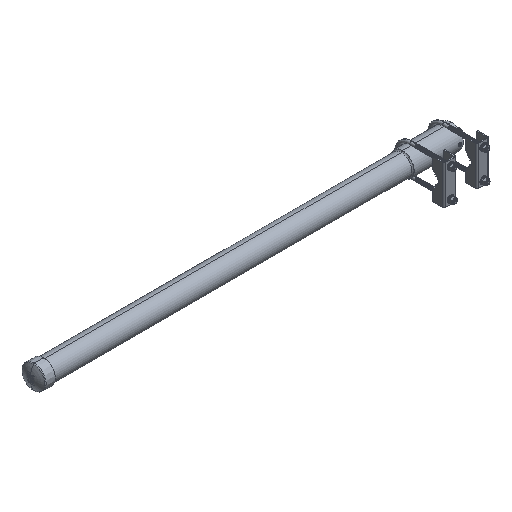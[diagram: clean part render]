
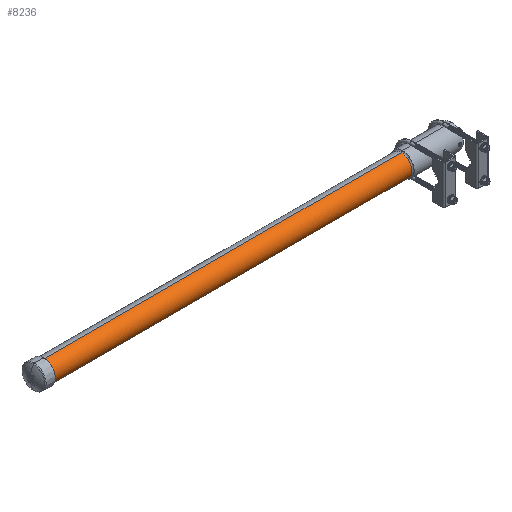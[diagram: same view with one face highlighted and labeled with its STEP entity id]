
A CAD part, isometric view. The second image highlights one B-rep face of the part: STEP entity #8236.
In plain terms, the highlighted cylindrical face has radius 25.8 mm (diameter 51.6 mm), a partial arc.
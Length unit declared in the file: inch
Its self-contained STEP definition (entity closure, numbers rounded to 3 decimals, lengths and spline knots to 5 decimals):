
#1495 = DIRECTION ( 'NONE',  ( -1., 0., 0. ) ) ;
#1499 = DIRECTION ( 'NONE',  ( -1., 0., 0. ) ) ;
#1503 = CARTESIAN_POINT ( 'NONE',  ( -0.00667, 0., 1.01575 ) ) ;
#1504 = CARTESIAN_POINT ( 'NONE',  ( -4.82732, 0., 0. ) ) ;
#1505 = DIRECTION ( 'NONE',  ( -1., 0., 0. ) ) ;
#1506 = DIRECTION ( 'NONE',  ( 0., 0., 1. ) ) ;
#1507 = CARTESIAN_POINT ( 'NONE',  ( -0.00667, 0., -1.01575 ) ) ;
#1518 = CARTESIAN_POINT ( 'NONE',  ( -39.1058, 0., 0. ) ) ;
#1519 = DIRECTION ( 'NONE',  ( -1., 0., 0. ) ) ;
#1520 = DIRECTION ( 'NONE',  ( 0., 0., 1. ) ) ;
#2168 = CARTESIAN_POINT ( 'NONE',  ( -39.1058, 0., -1.01575 ) ) ;
#2199 = CARTESIAN_POINT ( 'NONE',  ( -4.82732, 0., -1.01575 ) ) ;
#2279 = CARTESIAN_POINT ( 'NONE',  ( -39.1058, 0., 1.01575 ) ) ;
#2330 = CARTESIAN_POINT ( 'NONE',  ( -4.82732, 0., 1.01575 ) ) ;
#4180 = EDGE_LOOP ( 'NONE', ( #5090, #5091, #20393, #21624 ) ) ;
#5090 = ORIENTED_EDGE ( 'NONE', *, *, #19194, .F. ) ;
#5091 = ORIENTED_EDGE ( 'NONE', *, *, #19191, .T. ) ;
#8236 = ADVANCED_FACE ( 'NONE', ( #21953 ), #21959, .T. ) ;
#14894 = CARTESIAN_POINT ( 'NONE',  ( -0.00667, 0., 0. ) ) ;
#14895 = DIRECTION ( 'NONE',  ( -1., 0., 0. ) ) ;
#14904 = DIRECTION ( 'NONE',  ( 0., 0., 1. ) ) ;
#15652 = AXIS2_PLACEMENT_3D ( 'NONE', #14894, #14895, #14904 ) ;
#19191 = EDGE_CURVE ( 'NONE', #28276, #28407, #44916, .T. ) ;
#19192 = EDGE_CURVE ( 'NONE', #28407, #28356, #44915, .T. ) ;
#19194 = EDGE_CURVE ( 'NONE', #28276, #28245, #44917, .T. ) ;
#19197 = EDGE_CURVE ( 'NONE', #28245, #28356, #44924, .T. ) ;
#20393 = ORIENTED_EDGE ( 'NONE', *, *, #19192, .T. ) ;
#21624 = ORIENTED_EDGE ( 'NONE', *, *, #19197, .F. ) ;
#21953 = FACE_OUTER_BOUND ( 'NONE', #4180, .T. ) ;
#21959 = CYLINDRICAL_SURFACE ( 'NONE', #15652, 1.01575 ) ;
#28245 = VERTEX_POINT ( 'NONE', #2168 ) ;
#28276 = VERTEX_POINT ( 'NONE', #2199 ) ;
#28356 = VERTEX_POINT ( 'NONE', #2279 ) ;
#28407 = VERTEX_POINT ( 'NONE', #2330 ) ;
#41804 = AXIS2_PLACEMENT_3D ( 'NONE', #1504, #1505, #1506 ) ;
#41810 = AXIS2_PLACEMENT_3D ( 'NONE', #1518, #1519, #1520 ) ;
#44915 = LINE ( 'NONE', #1503, #44919 ) ;
#44916 = CIRCLE ( 'NONE', #41804, 1.01575 ) ;
#44917 = LINE ( 'NONE', #1507, #44922 ) ;
#44919 = VECTOR ( 'NONE', #1499, 39.37008 ) ;
#44922 = VECTOR ( 'NONE', #1495, 39.37008 ) ;
#44924 = CIRCLE ( 'NONE', #41810, 1.01575 ) ;
